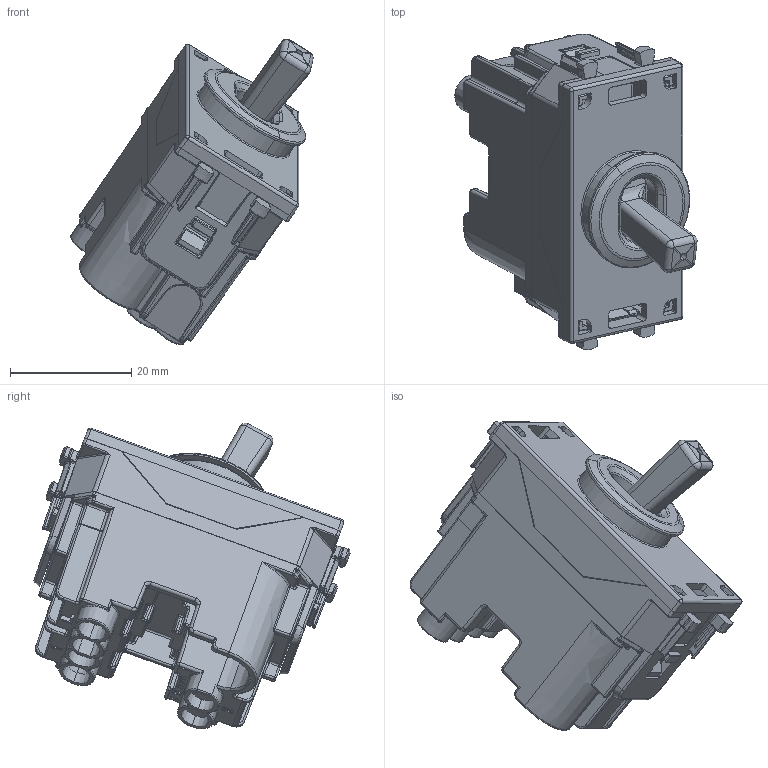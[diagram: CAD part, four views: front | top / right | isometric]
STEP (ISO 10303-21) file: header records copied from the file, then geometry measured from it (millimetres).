
FILE_DESCRIPTION(('CATIA V5 STEP Exchange'),'2;1');
FILE_NAME('444005B.stp','2024-03-28T07:25:45+00:00',('none'),('none'),'CATIA Version 5-6 Release 2016 SP6','CATIA V5 STEP AP203','none');
FILE_SCHEMA(('CONFIG_CONTROL_DESIGN'));
Products named in the file (1): STEP
Assembly tree (14 placements, depth 2):
  STEP
    #57
    #54987
    #57557
    #59020  x2
    #60933  x2
    #61799
    #64825
    #65697
    #113322
    #120847
    #137161
    #139881
Bounding box: 39.89 x 52.04 x 50.33 mm (x, y, z)
Volume: 14379.3 mm3; surface area: 23967.9 mm2
Topology: 17 solids, 17 shells, 3795 faces, 9867 edges, 5897 vertices
Faces by surface type: plane 1404, cylinder 1317, bspline 528, cone 197, sphere 184, torus 135, extrusion 22, revolution 8
Entity records: 141095 total; most frequent: CARTESIAN_POINT 63270, ORIENTED_EDGE 18822, DIRECTION 11162, EDGE_CURVE 9411, VERTEX_POINT 5751, VECTOR 4396, LINE 4374, AXIS2_PLACEMENT_3D 4125
